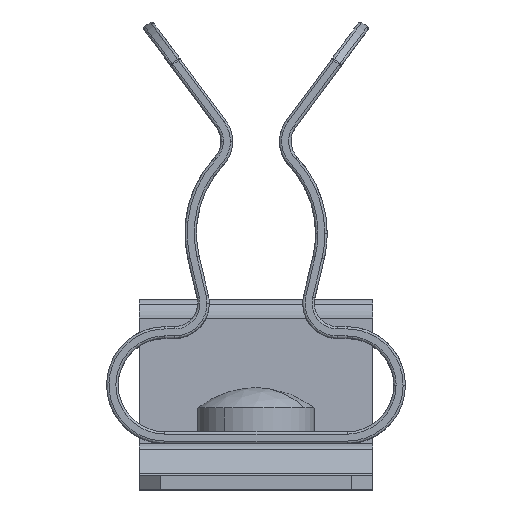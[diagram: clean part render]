
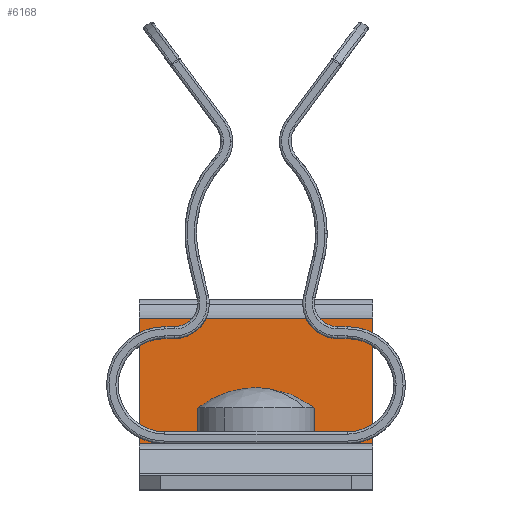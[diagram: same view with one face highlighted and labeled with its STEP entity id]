
A CAD part, top view. The second image highlights one B-rep face of the part: STEP entity #6168.
In plain terms, the highlighted face is planar.
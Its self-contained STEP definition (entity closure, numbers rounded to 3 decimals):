
#676 = AXIS2_PLACEMENT_3D ( 'NONE', #8293, #4709, #2949 ) ;
#1136 = VERTEX_POINT ( 'NONE', #2757 ) ;
#1670 = VERTEX_POINT ( 'NONE', #1915 ) ;
#1841 = FACE_OUTER_BOUND ( 'NONE', #2297, .T. ) ;
#1842 = LINE ( 'NONE', #6192, #4454 ) ;
#1915 = CARTESIAN_POINT ( 'NONE',  ( -21.621, 7.382, -5. ) ) ;
#2297 = EDGE_LOOP ( 'NONE', ( #10740, #5125, #8336, #7910 ) ) ;
#2757 = CARTESIAN_POINT ( 'NONE',  ( -21.527, 2.003, -5. ) ) ;
#2949 = DIRECTION ( 'NONE',  ( -0.017, 1., 0. ) ) ;
#3221 = CARTESIAN_POINT ( 'NONE',  ( -21.621, 7.382, 5. ) ) ;
#4063 = LINE ( 'NONE', #11267, #6514 ) ;
#4454 = VECTOR ( 'NONE', #11645, 1000. ) ;
#4709 = DIRECTION ( 'NONE',  ( 1., 0.017, 0. ) ) ;
#4985 = CARTESIAN_POINT ( 'NONE',  ( -21.621, 7.382, -5. ) ) ;
#5046 = EDGE_CURVE ( 'NONE', #1670, #1136, #11067, .T. ) ;
#5125 = ORIENTED_EDGE ( 'NONE', *, *, #9488, .F. ) ;
#5536 = CARTESIAN_POINT ( 'NONE',  ( -21.527, 2.003, 5. ) ) ;
#5872 = DIRECTION ( 'NONE',  ( 0.017, -1., 0. ) ) ;
#6124 = VECTOR ( 'NONE', #9341, 1000. ) ;
#6147 = VERTEX_POINT ( 'NONE', #5536 ) ;
#6168 = ADVANCED_FACE ( 'NONE', ( #1841 ), #9017, .T. ) ;
#6192 = CARTESIAN_POINT ( 'NONE',  ( -21.527, 2.003, 5. ) ) ;
#6459 = EDGE_CURVE ( 'NONE', #6147, #1136, #1842, .T. ) ;
#6514 = VECTOR ( 'NONE', #5872, 1000. ) ;
#6758 = CARTESIAN_POINT ( 'NONE',  ( -21.621, 7.382, 5. ) ) ;
#7910 = ORIENTED_EDGE ( 'NONE', *, *, #6459, .T. ) ;
#8028 = VERTEX_POINT ( 'NONE', #6758 ) ;
#8293 = CARTESIAN_POINT ( 'NONE',  ( -21.621, 7.382, 5. ) ) ;
#8336 = ORIENTED_EDGE ( 'NONE', *, *, #9227, .T. ) ;
#9017 = PLANE ( 'NONE',  #676 ) ;
#9227 = EDGE_CURVE ( 'NONE', #8028, #6147, #4063, .T. ) ;
#9341 = DIRECTION ( 'NONE',  ( 0.017, -1., 0. ) ) ;
#9356 = VECTOR ( 'NONE', #10284, 1000. ) ;
#9488 = EDGE_CURVE ( 'NONE', #8028, #1670, #10347, .T. ) ;
#10284 = DIRECTION ( 'NONE',  ( 0., 0., -1. ) ) ;
#10347 = LINE ( 'NONE', #3221, #9356 ) ;
#10740 = ORIENTED_EDGE ( 'NONE', *, *, #5046, .F. ) ;
#11067 = LINE ( 'NONE', #4985, #6124 ) ;
#11267 = CARTESIAN_POINT ( 'NONE',  ( -21.621, 7.382, 5. ) ) ;
#11645 = DIRECTION ( 'NONE',  ( 0., 0., -1. ) ) ;
